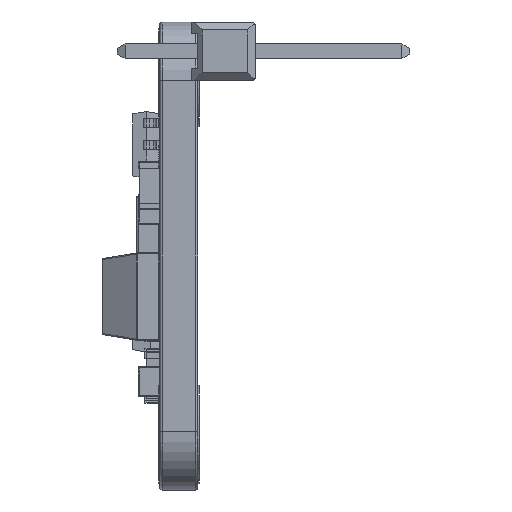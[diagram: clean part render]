
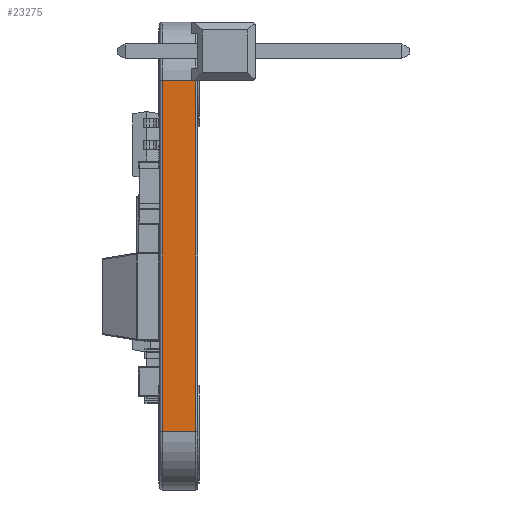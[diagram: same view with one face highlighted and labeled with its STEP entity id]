
A CAD part, left-side view. The second image highlights one B-rep face of the part: STEP entity #23275.
In plain terms, the highlighted planar face has unit normal (-1, 0, 0).
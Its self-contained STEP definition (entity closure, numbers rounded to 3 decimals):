
#3145=FACE_OUTER_BOUND('',#4617,.T.);
#4617=EDGE_LOOP('',(#20801,#20802,#20803,#20804));
#7195=LINE('',#37855,#9764);
#7196=LINE('',#37859,#9765);
#7197=LINE('',#37861,#9766);
#7198=LINE('',#37862,#9767);
#9764=VECTOR('',#31422,1000.);
#9765=VECTOR('',#31427,1000.);
#9766=VECTOR('',#31428,1000.);
#9767=VECTOR('',#31429,1000.);
#11752=VERTEX_POINT('',#37852);
#11753=VERTEX_POINT('',#37854);
#11754=VERTEX_POINT('',#37858);
#11755=VERTEX_POINT('',#37860);
#14813=EDGE_CURVE('',#11753,#11752,#7195,.T.);
#14815=EDGE_CURVE('',#11752,#11754,#7196,.T.);
#14816=EDGE_CURVE('',#11755,#11754,#7197,.T.);
#14817=EDGE_CURVE('',#11755,#11753,#7198,.T.);
#20801=ORIENTED_EDGE('',*,*,#14813,.T.);
#20802=ORIENTED_EDGE('',*,*,#14815,.T.);
#20803=ORIENTED_EDGE('',*,*,#14816,.F.);
#20804=ORIENTED_EDGE('',*,*,#14817,.T.);
#21966=PLANE('',#25223);
#23275=ADVANCED_FACE('',(#3145),#21966,.F.);
#25223=AXIS2_PLACEMENT_3D('',#37857,#31425,#31426);
#31422=DIRECTION('',(0.,-1.,0.));
#31425=DIRECTION('center_axis',(1.,0.,0.));
#31426=DIRECTION('ref_axis',(0.,0.,-1.));
#31427=DIRECTION('',(0.,0.,1.));
#31428=DIRECTION('',(0.,-1.,0.));
#31429=DIRECTION('',(0.,0.,-1.));
#37852=CARTESIAN_POINT('',(0.,0.1,-17.78));
#37854=CARTESIAN_POINT('',(0.,1.55,-17.78));
#37855=CARTESIAN_POINT('',(0.,1.65,-17.78));
#37857=CARTESIAN_POINT('Origin',(0.,1.65,-2.54));
#37858=CARTESIAN_POINT('',(0.,0.1,-2.54));
#37859=CARTESIAN_POINT('',(0.,0.1,-2.54));
#37860=CARTESIAN_POINT('',(0.,1.55,-2.54));
#37861=CARTESIAN_POINT('',(0.,1.65,-2.54));
#37862=CARTESIAN_POINT('',(0.,1.55,-17.78));
